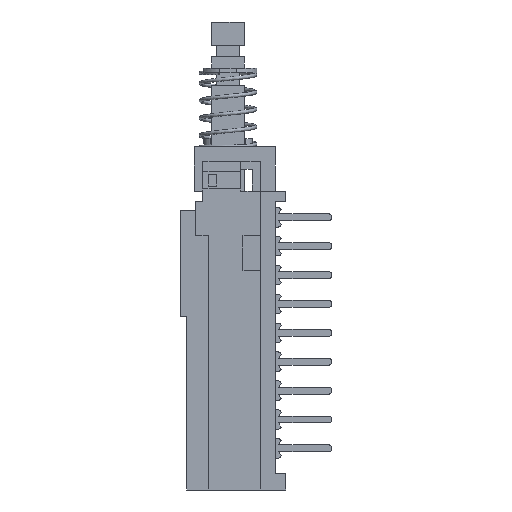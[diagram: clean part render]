
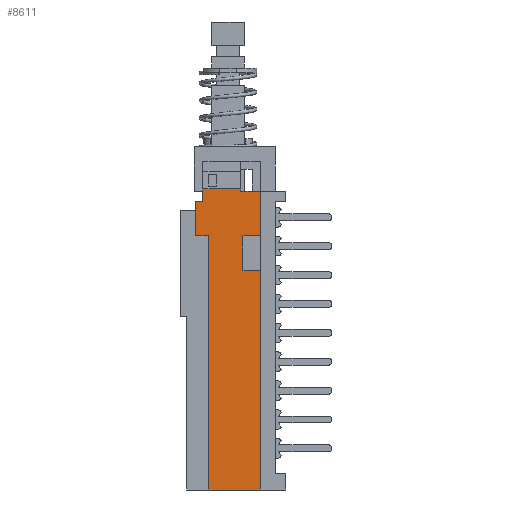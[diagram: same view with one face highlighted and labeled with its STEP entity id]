
A CAD part, left-side view. The second image highlights one B-rep face of the part: STEP entity #8611.
In plain terms, the highlighted planar face has unit normal (-1, 0, 0).
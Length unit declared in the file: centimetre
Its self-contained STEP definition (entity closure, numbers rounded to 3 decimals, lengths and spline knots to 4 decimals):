
#362=FACE_OUTER_BOUND('',#814,.T.);
#814=EDGE_LOOP('',(#6285,#6286,#6287,#6288,#6289,#6290,#6291,#6292,#6293,
#6294,#6295,#6296,#6297,#6298,#6299));
#1432=LINE('',#13503,#2548);
#1460=LINE('',#13562,#2576);
#1482=LINE('',#13606,#2598);
#1522=LINE('',#13692,#2638);
#1526=LINE('',#13700,#2642);
#1530=LINE('',#13707,#2646);
#1535=LINE('',#13718,#2651);
#1540=LINE('',#13728,#2656);
#1541=LINE('',#13730,#2657);
#1542=LINE('',#13732,#2658);
#1543=LINE('',#13733,#2659);
#1544=LINE('',#13735,#2660);
#1545=LINE('',#13737,#2661);
#1546=LINE('',#13738,#2662);
#1547=LINE('',#13739,#2663);
#2548=VECTOR('',#10023,1.);
#2576=VECTOR('',#10073,1.);
#2598=VECTOR('',#10109,1.);
#2638=VECTOR('',#10167,1.);
#2642=VECTOR('',#10171,1.);
#2646=VECTOR('',#10177,1.);
#2651=VECTOR('',#10186,1.);
#2656=VECTOR('',#10195,1.);
#2657=VECTOR('',#10196,1.);
#2658=VECTOR('',#10197,1.);
#2659=VECTOR('',#10198,1.);
#2660=VECTOR('',#10199,1.);
#2661=VECTOR('',#10200,1.);
#2662=VECTOR('',#10201,1.);
#2663=VECTOR('',#10202,1.);
#3651=VERTEX_POINT('',#13500);
#3652=VERTEX_POINT('',#13502);
#3661=VERTEX_POINT('',#13530);
#3672=VERTEX_POINT('',#13560);
#3687=VERTEX_POINT('',#13605);
#3724=VERTEX_POINT('',#13691);
#3727=VERTEX_POINT('',#13697);
#3728=VERTEX_POINT('',#13699);
#3730=VERTEX_POINT('',#13704);
#3733=VERTEX_POINT('',#13715);
#3737=VERTEX_POINT('',#13727);
#3738=VERTEX_POINT('',#13729);
#3739=VERTEX_POINT('',#13731);
#3740=VERTEX_POINT('',#13734);
#3741=VERTEX_POINT('',#13736);
#4590=EDGE_CURVE('',#3652,#3651,#1432,.T.);
#4620=EDGE_CURVE('',#3651,#3672,#1460,.T.);
#4642=EDGE_CURVE('',#3687,#3652,#1482,.T.);
#4682=EDGE_CURVE('',#3724,#3661,#1522,.T.);
#4686=EDGE_CURVE('',#3728,#3727,#1526,.T.);
#4690=EDGE_CURVE('',#3730,#3687,#1530,.T.);
#4695=EDGE_CURVE('',#3672,#3733,#1535,.T.);
#4700=EDGE_CURVE('',#3733,#3737,#1540,.T.);
#4701=EDGE_CURVE('',#3738,#3737,#1541,.T.);
#4702=EDGE_CURVE('',#3738,#3739,#1542,.T.);
#4703=EDGE_CURVE('',#3728,#3739,#1543,.T.);
#4704=EDGE_CURVE('',#3727,#3740,#1544,.T.);
#4705=EDGE_CURVE('',#3740,#3741,#1545,.T.);
#4706=EDGE_CURVE('',#3741,#3724,#1546,.T.);
#4707=EDGE_CURVE('',#3730,#3661,#1547,.T.);
#6285=ORIENTED_EDGE('',*,*,#4620,.T.);
#6286=ORIENTED_EDGE('',*,*,#4695,.T.);
#6287=ORIENTED_EDGE('',*,*,#4700,.T.);
#6288=ORIENTED_EDGE('',*,*,#4701,.F.);
#6289=ORIENTED_EDGE('',*,*,#4702,.T.);
#6290=ORIENTED_EDGE('',*,*,#4703,.F.);
#6291=ORIENTED_EDGE('',*,*,#4686,.T.);
#6292=ORIENTED_EDGE('',*,*,#4704,.T.);
#6293=ORIENTED_EDGE('',*,*,#4705,.T.);
#6294=ORIENTED_EDGE('',*,*,#4706,.T.);
#6295=ORIENTED_EDGE('',*,*,#4682,.T.);
#6296=ORIENTED_EDGE('',*,*,#4707,.F.);
#6297=ORIENTED_EDGE('',*,*,#4690,.T.);
#6298=ORIENTED_EDGE('',*,*,#4642,.T.);
#6299=ORIENTED_EDGE('',*,*,#4590,.T.);
#8221=PLANE('',#9093);
#8611=ADVANCED_FACE('',(#362),#8221,.T.);
#9093=AXIS2_PLACEMENT_3D('',#13726,#10193,#10194);
#10023=DIRECTION('',(0.,1.,0.));
#10073=DIRECTION('',(0.,0.,-1.));
#10109=DIRECTION('',(0.,0.,1.));
#10167=DIRECTION('',(0.,0.,1.));
#10171=DIRECTION('',(0.,0.,1.));
#10177=DIRECTION('',(0.,1.,0.));
#10186=DIRECTION('',(0.,1.,0.));
#10193=DIRECTION('center_axis',(-1.,0.,0.));
#10194=DIRECTION('ref_axis',(0.,0.,
1.));
#10195=DIRECTION('',(0.,0.,-1.));
#10196=DIRECTION('',(0.,1.,0.));
#10197=DIRECTION('',(0.,0.,-1.));
#10198=DIRECTION('',(0.,1.,0.));
#10199=DIRECTION('',(0.,1.,0.));
#10200=DIRECTION('',(0.,0.,1.));
#10201=DIRECTION('',(0.,-1.,0.));
#10202=DIRECTION('',(0.,-1.,0.));
#13500=CARTESIAN_POINT('',(-0.365,0.2171,-0.33));
#13502=CARTESIAN_POINT('',(-0.365,-0.11,-0.33));
#13503=CARTESIAN_POINT('',(-0.365,-0.0314,-0.33));
#13530=CARTESIAN_POINT('',(-0.365,-0.28,-0.35));
#13560=CARTESIAN_POINT('',(-0.365,0.2171,-0.44));
#13562=CARTESIAN_POINT('',(-0.365,0.2171,-0.3725));
#13605=CARTESIAN_POINT('',(-0.365,-0.11,-0.35));
#13606=CARTESIAN_POINT('',(-0.365,-0.11,-0.35));
#13691=CARTESIAN_POINT('',(-0.365,-0.28,-0.735));
#13692=CARTESIAN_POINT('',(-0.365,-0.28,-2.935));
#13697=CARTESIAN_POINT('',(-0.365,-0.28,-1.035));
#13699=CARTESIAN_POINT('',(-0.365,-0.28,-2.935));
#13700=CARTESIAN_POINT('',(-0.365,-0.28,-2.935));
#13704=CARTESIAN_POINT('',(-0.365,-0.21,-0.35));
#13707=CARTESIAN_POINT('',(-0.365,-0.28,-0.35));
#13715=CARTESIAN_POINT('',(-0.365,0.28,-0.44));
#13718=CARTESIAN_POINT('',(-0.365,-0.0314,-0.44));
#13726=CARTESIAN_POINT('Origin',(-0.365,-0.28,-0.35));
#13727=CARTESIAN_POINT('',(-0.365,0.28,-0.735));
#13728=CARTESIAN_POINT('',(-0.365,0.28,-0.735));
#13729=CARTESIAN_POINT('',(-0.365,0.17,-0.735));
#13730=CARTESIAN_POINT('',(-0.365,0.17,-0.735));
#13731=CARTESIAN_POINT('',(-0.365,0.17,-2.935));
#13732=CARTESIAN_POINT('',(-0.365,0.17,-2.935));
#13733=CARTESIAN_POINT('',(-0.365,-0.28,-2.935));
#13734=CARTESIAN_POINT('',(-0.365,-0.13,-1.035));
#13735=CARTESIAN_POINT('',(-0.365,-0.28,-1.035));
#13736=CARTESIAN_POINT('',(-0.365,-0.13,-0.735));
#13737=CARTESIAN_POINT('',(-0.365,-0.13,-0.6175));
#13738=CARTESIAN_POINT('',(-0.365,-0.28,-0.735));
#13739=CARTESIAN_POINT('',(-0.365,-0.21,-0.35));
